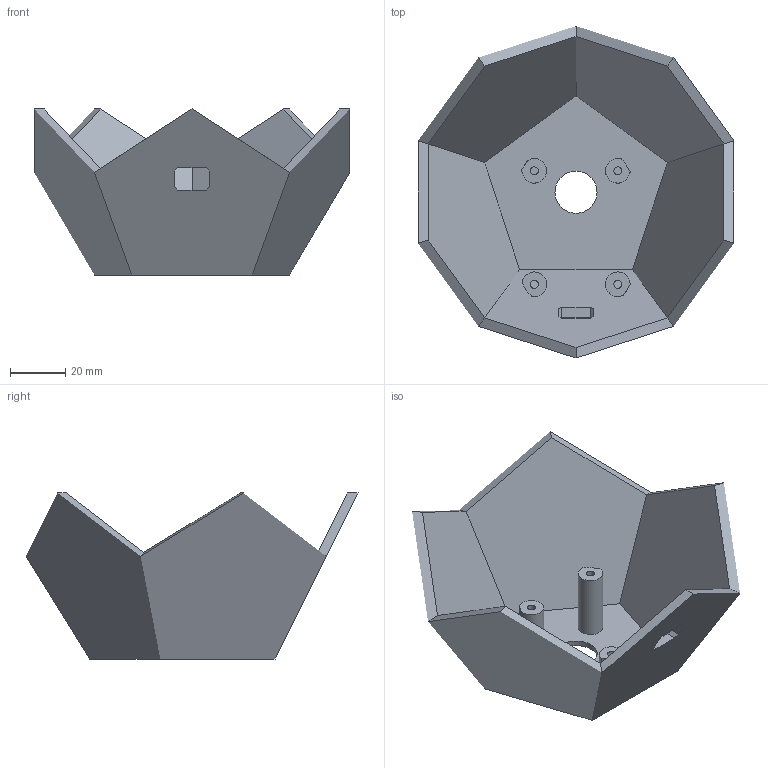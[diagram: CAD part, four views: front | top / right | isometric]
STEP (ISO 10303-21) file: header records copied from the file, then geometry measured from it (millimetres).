
FILE_DESCRIPTION(/* description */ (''),/* implementation_level */ '2;1');
FILE_NAME(/* name */ 'core half 1.step',/* time_stamp */ '2025-06-16T11:01:13-04:00',/* author */ (''),/* organization */ (''),/* preprocessor_version */ 'ST-DEVELOPER v20.1',/* originating_system */ 'Autodesk Translation Framework v14.10.0.0',/* authorisation */ '');
FILE_SCHEMA (('AUTOMOTIVE_DESIGN { 1 0 10303 214 3 1 1 }'));
Length unit declared in the file: inch
Products named in the file (1): core half 1
Bounding box: 114.11 x 119.98 x 59.99 mm (x, y, z)
Volume: 66557.2 mm3; surface area: 40755.1 mm2
Topology: 1 solids, 1 shells, 110 faces, 247 edges, 148 vertices
Faces by surface type: plane 100, cylinder 10
Full cylindrical faces by diameter (mm): 2.9 x4, 15.24 x1, 20.65 x1
Entity records: 2983 total; most frequent: CARTESIAN_POINT 506, ORIENTED_EDGE 494, DIRECTION 489, EDGE_CURVE 247, LINE 227, VECTOR 227, VERTEX_POINT 148, AXIS2_PLACEMENT_3D 131
